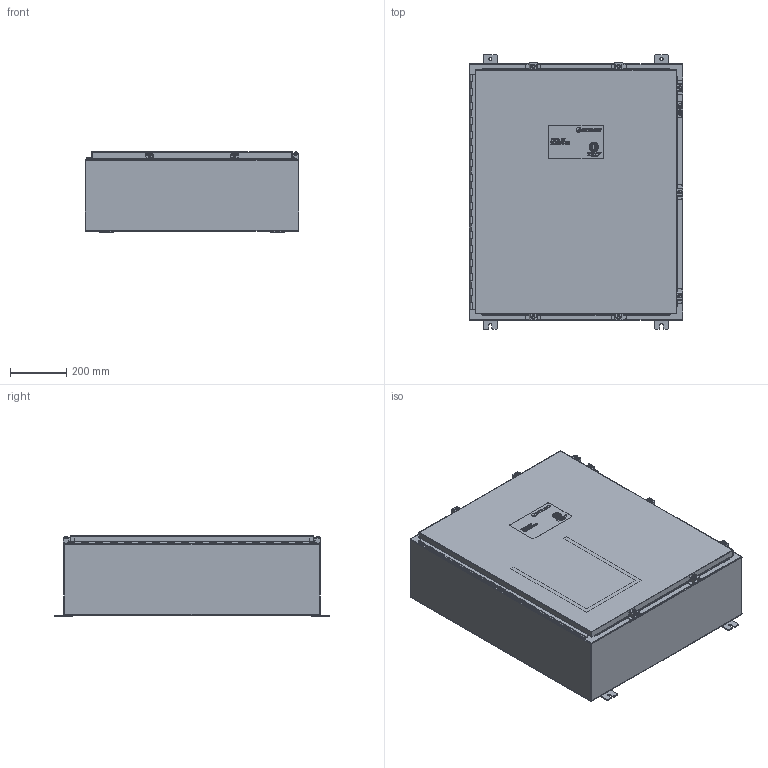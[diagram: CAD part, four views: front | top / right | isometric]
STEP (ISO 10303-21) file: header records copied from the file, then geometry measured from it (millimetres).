
FILE_DESCRIPTION (( 'STEP AP214' ), '1' );
FILE_NAME ('HT-AI-E3PA-120Y-E.STEP', '2019-01-16T20:26:10', ( '' ), ( '' ), 'SwSTEP 2.0', 'SolidWorks 2018', '' );
FILE_SCHEMA (( 'AUTOMOTIVE_DESIGN' ));
Length unit declared in the file: inch
Products named in the file (14): 2002-182; WASHER_SPRING_TOOTH_97527A011; 2105-005; Hinge Pin; IN-HWMS 0.25-20x0.625x0.625-S; HT-AI-E3PA-120Y-E; A-xxHxxCLP[DOOR]; 2003-3447-3; DOCTRAY; A-xxHxxCLP[BODY]_A-36H30CLP; Clamp Base; NUT_SERRATED; A-xxHxxCLP[Clip]; 3320-1516
Assembly tree (33 placements, depth 3):
  HT-AI-E3PA-120Y-E
    2002-182
      Clamp Base  x4
      A-xxHxxCLP[Clip]  x7
      Hinge Pin
      A-xxHxxCLP[DOOR]
      A-xxHxxCLP[BODY]_A-36H30CLP
      IN-HWMS 0.25-20x0.625x0.625-S  x7
      DOCTRAY
    NUT_SERRATED  x6
    WASHER_SPRING_TOOTH_97527A011
    3320-1516
      2105-005
    2003-3447-3
Bounding box: 762.25 x 977.9 x 287.25 mm (x, y, z)
Volume: 5135721.9 mm3; surface area: 5286461.5 mm2
Topology: 56 solids, 56 shells, 3152 faces, 7960 edges, 5005 vertices
Faces by surface type: plane 1258, cone 906, cylinder 770, bspline 166, torus 44, sphere 8
Entity records: 77972 total; most frequent: CARTESIAN_POINT 17314, ORIENTED_EDGE 10188, DIRECTION 9561, EDGE_CURVE 5094, VECTOR 3325, LINE 3325, VERTEX_POINT 3237, AXIS2_PLACEMENT_3D 3118
